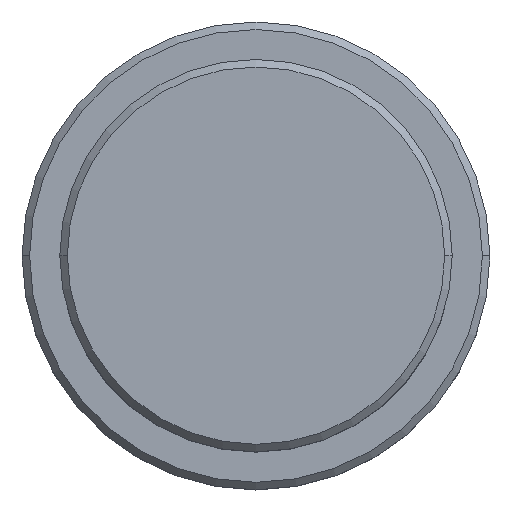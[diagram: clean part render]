
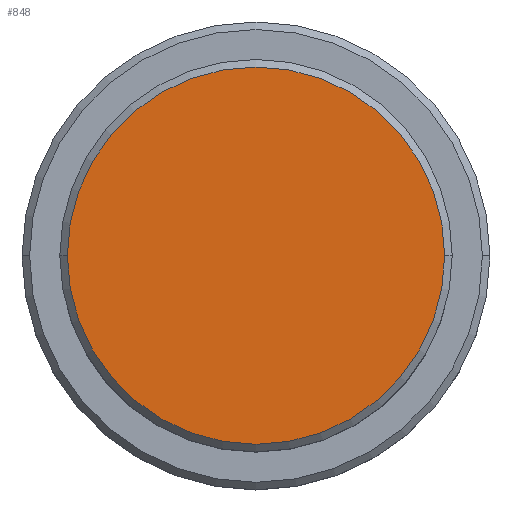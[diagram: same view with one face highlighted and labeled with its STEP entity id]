
A CAD part, top view. The second image highlights one B-rep face of the part: STEP entity #848.
In plain terms, the highlighted planar face has unit normal (0, 0, 1).
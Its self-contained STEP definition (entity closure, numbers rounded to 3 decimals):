
#28 = EDGE_CURVE ( 'NONE', #739, #1257, #1087, .T. ) ;
#131 = ORIENTED_EDGE ( 'NONE', *, *, #28, .T. ) ;
#175 = CARTESIAN_POINT ( 'NONE',  ( -12.5, 0., 0. ) ) ;
#405 = CARTESIAN_POINT ( 'NONE',  ( 0., 0., 0. ) ) ;
#522 = DIRECTION ( 'NONE',  ( 0., 0., 1. ) ) ;
#534 = DIRECTION ( 'NONE',  ( 1., 0., 0. ) ) ;
#620 = DIRECTION ( 'NONE',  ( 1., 0., 0. ) ) ;
#659 = DIRECTION ( 'NONE',  ( 0., 0., 1. ) ) ;
#701 = AXIS2_PLACEMENT_3D ( 'NONE', #405, #1386, #1079 ) ;
#722 = AXIS2_PLACEMENT_3D ( 'NONE', #1375, #522, #620 ) ;
#730 = EDGE_LOOP ( 'NONE', ( #735, #131 ) ) ;
#735 = ORIENTED_EDGE ( 'NONE', *, *, #845, .T. ) ;
#739 = VERTEX_POINT ( 'NONE', #1034 ) ;
#845 = EDGE_CURVE ( 'NONE', #1257, #739, #1322, .T. ) ;
#848 = ADVANCED_FACE ( 'NONE', ( #951 ), #851, .T. ) ;
#851 = PLANE ( 'NONE',  #701 ) ;
#951 = FACE_OUTER_BOUND ( 'NONE', #730, .T. ) ;
#1034 = CARTESIAN_POINT ( 'NONE',  ( 12.5, 0., 0. ) ) ;
#1041 = AXIS2_PLACEMENT_3D ( 'NONE', #1199, #659, #534 ) ;
#1079 = DIRECTION ( 'NONE',  ( 1., 0., 0. ) ) ;
#1087 = CIRCLE ( 'NONE', #1041, 12.5 ) ;
#1199 = CARTESIAN_POINT ( 'NONE',  ( 0., 0., 0. ) ) ;
#1257 = VERTEX_POINT ( 'NONE', #175 ) ;
#1322 = CIRCLE ( 'NONE', #722, 12.5 ) ;
#1375 = CARTESIAN_POINT ( 'NONE',  ( 0., 0., 0. ) ) ;
#1386 = DIRECTION ( 'NONE',  ( 0., 0., 1. ) ) ;
